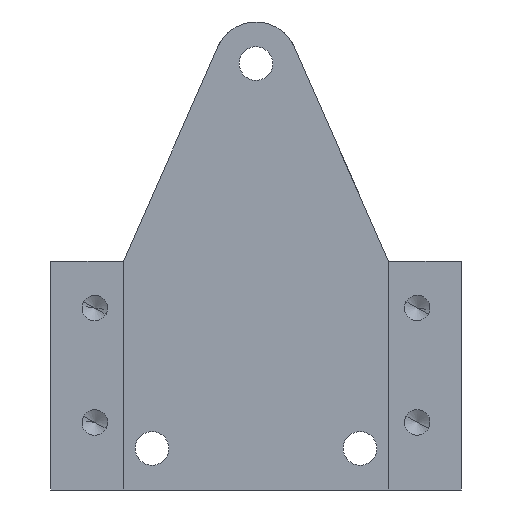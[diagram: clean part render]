
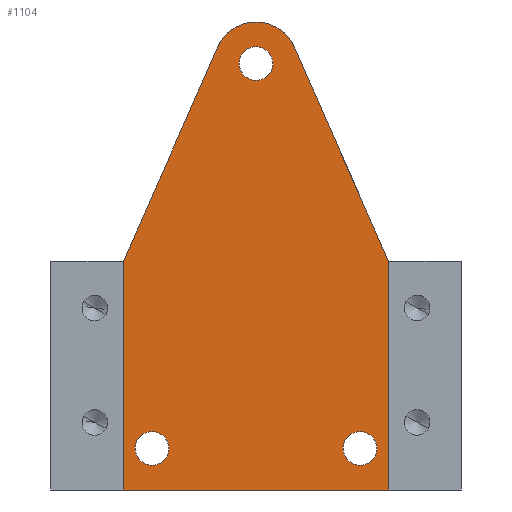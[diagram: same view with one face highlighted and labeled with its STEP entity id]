
A CAD part, left-side view. The second image highlights one B-rep face of the part: STEP entity #1104.
In plain terms, the highlighted planar face has unit normal (-1, 0, 0).
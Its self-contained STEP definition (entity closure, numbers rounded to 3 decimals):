
#61=CARTESIAN_POINT('Vertex',(14.,-1.423,19.277)) ;
#66=CARTESIAN_POINT('Axis2P3D Location',(14.,0.,18.5)) ;
#70=CARTESIAN_POINT('Vertex',(14.,1.423,17.723)) ;
#125=CARTESIAN_POINT('Axis2P3D Location',(14.,0.,18.5)) ;
#179=CARTESIAN_POINT('Vertex',(14.,-12.75,-22.5)) ;
#182=CARTESIAN_POINT('Line Origine',(14.,0.,-22.5)) ;
#186=CARTESIAN_POINT('Vertex',(14.,12.75,-22.5)) ;
#296=CARTESIAN_POINT('Vertex',(14.,12.75,-0.5)) ;
#446=CARTESIAN_POINT('Line Origine',(14.,-12.75,-11.5)) ;
#450=CARTESIAN_POINT('Vertex',(14.,-12.75,-0.5)) ;
#762=CARTESIAN_POINT('Vertex',(14.,11.423,-19.277)) ;
#767=CARTESIAN_POINT('Axis2P3D Location',(14.,10.,-18.5)) ;
#771=CARTESIAN_POINT('Vertex',(14.,8.577,-17.723)) ;
#793=CARTESIAN_POINT('Axis2P3D Location',(14.,10.,-18.5)) ;
#819=CARTESIAN_POINT('Vertex',(14.,-8.577,-19.277)) ;
#824=CARTESIAN_POINT('Axis2P3D Location',(14.,-10.,-18.5)) ;
#828=CARTESIAN_POINT('Vertex',(14.,-11.423,-17.723)) ;
#850=CARTESIAN_POINT('Axis2P3D Location',(14.,-10.,-18.5)) ;
#918=CARTESIAN_POINT('Line Origine',(14.,12.75,-11.5)) ;
#1033=CARTESIAN_POINT('Line Origine',(14.,8.205,9.807)) ;
#1037=CARTESIAN_POINT('Vertex',(14.,3.66,20.114)) ;
#1059=CARTESIAN_POINT('Axis2P3D Location',(14.,0.,0.)) ;
#1064=CARTESIAN_POINT('Axis2P3D Location',(14.,0.,18.5)) ;
#1068=CARTESIAN_POINT('Vertex',(14.,0.,22.5)) ;
#1071=CARTESIAN_POINT('Line Origine',(14.,-8.205,9.807)) ;
#1075=CARTESIAN_POINT('Vertex',(14.,-3.66,20.114)) ;
#1078=CARTESIAN_POINT('Axis2P3D Location',(14.,0.,18.5)) ;
#67=DIRECTION('Axis2P3D Direction',(-1.,0.,-0.)) ;
#126=DIRECTION('Axis2P3D Direction',(-1.,0.,-0.)) ;
#183=DIRECTION('Vector Direction',(0.,1.,0.)) ;
#447=DIRECTION('Vector Direction',(0.,0.,1.)) ;
#768=DIRECTION('Axis2P3D Direction',(-1.,0.,-0.)) ;
#794=DIRECTION('Axis2P3D Direction',(-1.,0.,-0.)) ;
#825=DIRECTION('Axis2P3D Direction',(-1.,0.,-0.)) ;
#851=DIRECTION('Axis2P3D Direction',(-1.,0.,-0.)) ;
#919=DIRECTION('Vector Direction',(0.,0.,-1.)) ;
#1034=DIRECTION('Vector Direction',(0.,-0.403,0.915)) ;
#1060=DIRECTION('Axis2P3D Direction',(1.,0.,0.)) ;
#1061=DIRECTION('Axis2P3D XDirection',(0.,1.,0.)) ;
#1065=DIRECTION('Axis2P3D Direction',(1.,0.,0.)) ;
#1072=DIRECTION('Vector Direction',(0.,0.403,0.915)) ;
#1079=DIRECTION('Axis2P3D Direction',(1.,0.,0.)) ;
#68=AXIS2_PLACEMENT_3D('Circle Axis2P3D',#66,#67,$) ;
#127=AXIS2_PLACEMENT_3D('Circle Axis2P3D',#125,#126,$) ;
#769=AXIS2_PLACEMENT_3D('Circle Axis2P3D',#767,#768,$) ;
#795=AXIS2_PLACEMENT_3D('Circle Axis2P3D',#793,#794,$) ;
#826=AXIS2_PLACEMENT_3D('Circle Axis2P3D',#824,#825,$) ;
#852=AXIS2_PLACEMENT_3D('Circle Axis2P3D',#850,#851,$) ;
#1062=AXIS2_PLACEMENT_3D('Plane Axis2P3D',#1059,#1060,#1061) ;
#1066=AXIS2_PLACEMENT_3D('Circle Axis2P3D',#1064,#1065,$) ;
#1080=AXIS2_PLACEMENT_3D('Circle Axis2P3D',#1078,#1079,$) ;
#1084=ORIENTED_EDGE('',*,*,#1070,.F.) ;
#1085=ORIENTED_EDGE('',*,*,#1039,.F.) ;
#1086=ORIENTED_EDGE('',*,*,#922,.F.) ;
#1087=ORIENTED_EDGE('',*,*,#188,.F.) ;
#1088=ORIENTED_EDGE('',*,*,#452,.F.) ;
#1089=ORIENTED_EDGE('',*,*,#1077,.T.) ;
#1090=ORIENTED_EDGE('',*,*,#1082,.F.) ;
#1093=ORIENTED_EDGE('',*,*,#72,.T.) ;
#1094=ORIENTED_EDGE('',*,*,#129,.T.) ;
#1097=ORIENTED_EDGE('',*,*,#797,.T.) ;
#1098=ORIENTED_EDGE('',*,*,#773,.T.) ;
#1101=ORIENTED_EDGE('',*,*,#854,.T.) ;
#1102=ORIENTED_EDGE('',*,*,#830,.T.) ;
#1095=FACE_BOUND('',#1092,.T.) ;
#1099=FACE_BOUND('',#1096,.T.) ;
#1103=FACE_BOUND('',#1100,.T.) ;
#184=VECTOR('Line Direction',#183,1.) ;
#448=VECTOR('Line Direction',#447,1.) ;
#920=VECTOR('Line Direction',#919,1.) ;
#1035=VECTOR('Line Direction',#1034,1.) ;
#1073=VECTOR('Line Direction',#1072,1.) ;
#1104=ADVANCED_FACE('Corps principal',(#1091,#1095,#1099,#1103),#1063,.F.) ;
#69=CIRCLE('generated circle',#68,1.621) ;
#128=CIRCLE('generated circle',#127,1.621) ;
#770=CIRCLE('generated circle',#769,1.621) ;
#796=CIRCLE('generated circle',#795,1.621) ;
#827=CIRCLE('generated circle',#826,1.621) ;
#853=CIRCLE('generated circle',#852,1.621) ;
#1067=CIRCLE('generated circle',#1066,4.) ;
#1081=CIRCLE('generated circle',#1080,4.) ;
#72=EDGE_CURVE('',#71,#62,#69,.F.) ;
#129=EDGE_CURVE('',#62,#71,#128,.F.) ;
#188=EDGE_CURVE('',#180,#187,#185,.T.) ;
#452=EDGE_CURVE('',#451,#180,#449,.F.) ;
#773=EDGE_CURVE('',#772,#763,#770,.F.) ;
#797=EDGE_CURVE('',#763,#772,#796,.F.) ;
#830=EDGE_CURVE('',#829,#820,#827,.F.) ;
#854=EDGE_CURVE('',#820,#829,#853,.F.) ;
#922=EDGE_CURVE('',#187,#297,#921,.F.) ;
#1039=EDGE_CURVE('',#297,#1038,#1036,.T.) ;
#1070=EDGE_CURVE('',#1038,#1069,#1067,.T.) ;
#1077=EDGE_CURVE('',#451,#1076,#1074,.T.) ;
#1082=EDGE_CURVE('',#1069,#1076,#1081,.T.) ;
#1083=EDGE_LOOP('',(#1084,#1085,#1086,#1087,#1088,#1089,#1090)) ;
#1092=EDGE_LOOP('',(#1093,#1094)) ;
#1096=EDGE_LOOP('',(#1097,#1098)) ;
#1100=EDGE_LOOP('',(#1101,#1102)) ;
#1091=FACE_OUTER_BOUND('',#1083,.T.) ;
#185=LINE('Line',#182,#184) ;
#449=LINE('Line',#446,#448) ;
#921=LINE('Line',#918,#920) ;
#1036=LINE('Line',#1033,#1035) ;
#1074=LINE('Line',#1071,#1073) ;
#1063=PLANE('',#1062) ;
#62=VERTEX_POINT('',#61) ;
#71=VERTEX_POINT('',#70) ;
#180=VERTEX_POINT('',#179) ;
#187=VERTEX_POINT('',#186) ;
#297=VERTEX_POINT('',#296) ;
#451=VERTEX_POINT('',#450) ;
#763=VERTEX_POINT('',#762) ;
#772=VERTEX_POINT('',#771) ;
#820=VERTEX_POINT('',#819) ;
#829=VERTEX_POINT('',#828) ;
#1038=VERTEX_POINT('',#1037) ;
#1069=VERTEX_POINT('',#1068) ;
#1076=VERTEX_POINT('',#1075) ;
